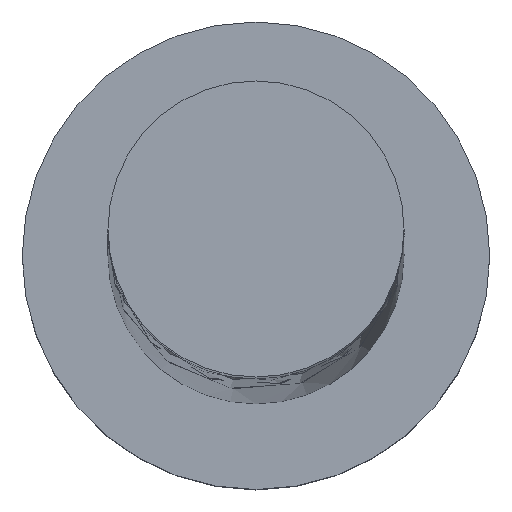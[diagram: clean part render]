
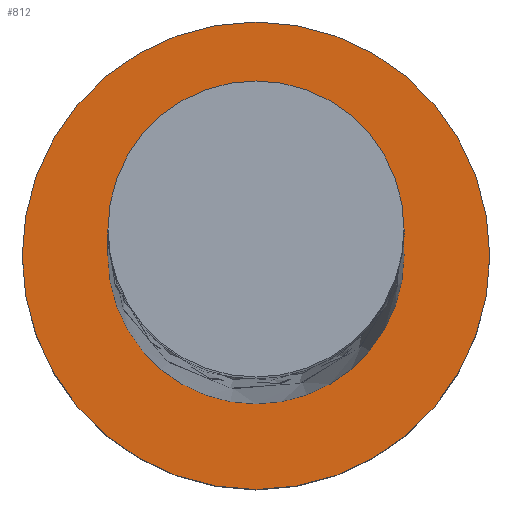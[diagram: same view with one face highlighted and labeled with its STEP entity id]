
A CAD part, top view. The second image highlights one B-rep face of the part: STEP entity #812.
In plain terms, the highlighted planar face has unit normal (0, 0, 1).
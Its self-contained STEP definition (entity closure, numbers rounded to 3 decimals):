
#93 = CIRCLE ( 'NONE', #332, 1.5 ) ;
#154 = ORIENTED_EDGE ( 'NONE', *, *, #867, .T. ) ;
#161 = CARTESIAN_POINT ( 'NONE',  ( 0., 0., 1.5 ) ) ;
#198 = CIRCLE ( 'NONE', #976, 1.5 ) ;
#222 = CARTESIAN_POINT ( 'NONE',  ( -0.95, 0., 1.5 ) ) ;
#227 = EDGE_LOOP ( 'NONE', ( #603, #154 ) ) ;
#332 = AXIS2_PLACEMENT_3D ( 'NONE', #1345, #1040, #404 ) ;
#345 = VERTEX_POINT ( 'NONE', #222 ) ;
#404 = DIRECTION ( 'NONE',  ( 1., 0., 0. ) ) ;
#418 = DIRECTION ( 'NONE',  ( 1., 0., 0. ) ) ;
#421 = VERTEX_POINT ( 'NONE', #966 ) ;
#435 = EDGE_CURVE ( 'NONE', #714, #345, #1012, .T. ) ;
#473 = DIRECTION ( 'NONE',  ( 1., 0., 0. ) ) ;
#574 = DIRECTION ( 'NONE',  ( 0., 0., 1. ) ) ;
#603 = ORIENTED_EDGE ( 'NONE', *, *, #1314, .T. ) ;
#612 = EDGE_LOOP ( 'NONE', ( #1210, #1160 ) ) ;
#622 = DIRECTION ( 'NONE',  ( 0., 0., 1. ) ) ;
#627 = CIRCLE ( 'NONE', #1351, 0.95 ) ;
#630 = AXIS2_PLACEMENT_3D ( 'NONE', #1273, #852, #418 ) ;
#665 = CARTESIAN_POINT ( 'NONE',  ( 1.5, 0., 1.5 ) ) ;
#686 = DIRECTION ( 'NONE',  ( 1., 0., 0. ) ) ;
#714 = VERTEX_POINT ( 'NONE', #838 ) ;
#773 = CARTESIAN_POINT ( 'NONE',  ( 0., 0., 1.5 ) ) ;
#812 = ADVANCED_FACE ( 'NONE', ( #1019, #1013 ), #1127, .T. ) ;
#818 = CARTESIAN_POINT ( 'NONE',  ( 0., 0., 1.5 ) ) ;
#838 = CARTESIAN_POINT ( 'NONE',  ( 0.95, 0., 1.5 ) ) ;
#852 = DIRECTION ( 'NONE',  ( 0., 0., 1. ) ) ;
#867 = EDGE_CURVE ( 'NONE', #1057, #421, #93, .T. ) ;
#887 = AXIS2_PLACEMENT_3D ( 'NONE', #818, #622, #1026 ) ;
#966 = CARTESIAN_POINT ( 'NONE',  ( -1.5, 0., 1.5 ) ) ;
#976 = AXIS2_PLACEMENT_3D ( 'NONE', #161, #1317, #473 ) ;
#1012 = CIRCLE ( 'NONE', #630, 0.95 ) ;
#1013 = FACE_OUTER_BOUND ( 'NONE', #227, .T. ) ;
#1019 = FACE_BOUND ( 'NONE', #612, .T. ) ;
#1026 = DIRECTION ( 'NONE',  ( 1., 0., 0. ) ) ;
#1040 = DIRECTION ( 'NONE',  ( 0., 0., 1. ) ) ;
#1057 = VERTEX_POINT ( 'NONE', #665 ) ;
#1127 = PLANE ( 'NONE',  #887 ) ;
#1150 = EDGE_CURVE ( 'NONE', #345, #714, #627, .T. ) ;
#1160 = ORIENTED_EDGE ( 'NONE', *, *, #435, .F. ) ;
#1210 = ORIENTED_EDGE ( 'NONE', *, *, #1150, .F. ) ;
#1273 = CARTESIAN_POINT ( 'NONE',  ( 0., 0., 1.5 ) ) ;
#1314 = EDGE_CURVE ( 'NONE', #421, #1057, #198, .T. ) ;
#1317 = DIRECTION ( 'NONE',  ( 0., 0., 1. ) ) ;
#1345 = CARTESIAN_POINT ( 'NONE',  ( 0., 0., 1.5 ) ) ;
#1351 = AXIS2_PLACEMENT_3D ( 'NONE', #773, #574, #686 ) ;
